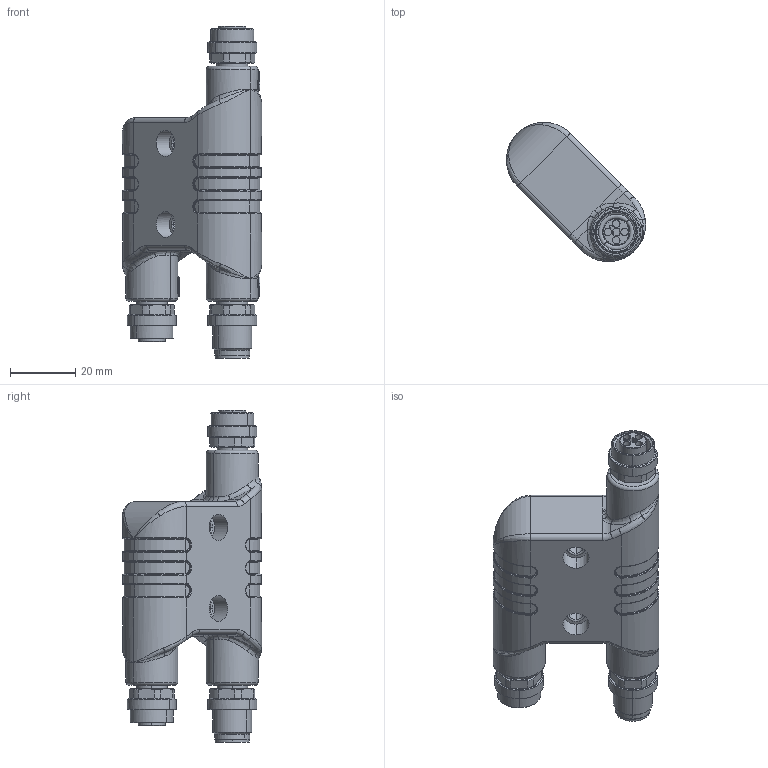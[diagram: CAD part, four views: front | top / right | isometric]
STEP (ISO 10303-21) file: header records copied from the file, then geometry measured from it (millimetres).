
FILE_DESCRIPTION(('CATIA V5 STEP Exchange','CAx-IF Rec.Pracs.--- Model Styling and Organization---1.5--- 2016-08-15','CAx-IF Rec.Pracs.---Supplemental Geometry---1.0---2011-11-01','CAx-IF Rec.Pracs.--- Composite Materials ---1.1---2010-07-15'),'2;1');
FILE_NAME ('393074-3_0', '2025-10-22T06:21:02+00:00', ('none'), ('Weidmueller'), 'CATIA Version 5-6 Release 2024 SP4', 'CATIA V5 STEP AP214 v3', 'none');
FILE_SCHEMA(('AUTOMOTIVE_DESIGN { 1 0 10303 214 1 1 1 1 }'));
Length unit declared in the file: millimetre
Products named in the file (1): 2616420000
Bounding box: 42.78 x 42.78 x 102.1 mm (x, y, z)
Volume: 55737.8 mm3; surface area: 14352.1 mm2
Topology: 1 solids, 1 shells, 587 faces, 1435 edges, 864 vertices
Faces by surface type: cylinder 197, torus 130, plane 125, bspline 64, cone 55, sphere 16
Entity records: 19177 total; most frequent: CARTESIAN_POINT 6332, ORIENTED_EDGE 2814, DIRECTION 2072, EDGE_CURVE 1407, AXIS2_PLACEMENT_3D 1164, VERTEX_POINT 864, CIRCLE 644, EDGE_LOOP 633
